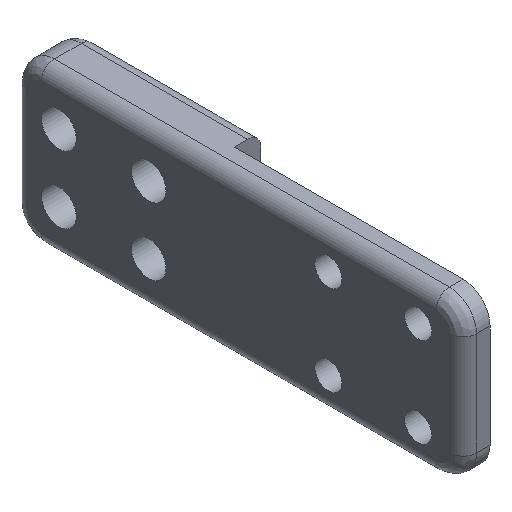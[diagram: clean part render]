
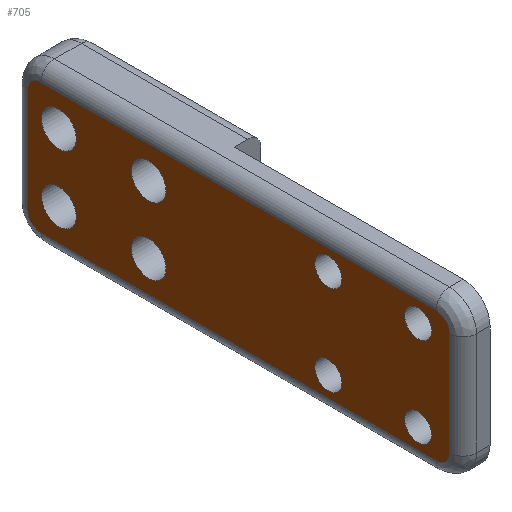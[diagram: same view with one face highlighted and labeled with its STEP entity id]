
A CAD part, isometric view. The second image highlights one B-rep face of the part: STEP entity #705.
In plain terms, the highlighted planar face has unit normal (-1, 0, 0).
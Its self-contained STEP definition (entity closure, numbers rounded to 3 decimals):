
#52=FACE_BOUND('',#228,.T.);
#53=FACE_BOUND('',#229,.T.);
#54=FACE_BOUND('',#230,.T.);
#55=FACE_BOUND('',#231,.T.);
#56=FACE_BOUND('',#232,.T.);
#57=FACE_BOUND('',#233,.T.);
#58=FACE_BOUND('',#234,.T.);
#59=FACE_BOUND('',#235,.T.);
#84=LINE('',#1207,#125);
#86=LINE('',#1227,#127);
#88=LINE('',#1246,#129);
#89=LINE('',#1260,#130);
#125=VECTOR('',#979,10.);
#127=VECTOR('',#991,10.);
#129=VECTOR('',#1003,10.);
#130=VECTOR('',#1010,10.);
#147=PLANE('',#814);
#178=FACE_OUTER_BOUND('',#227,.T.);
#227=EDGE_LOOP('',(#607,#608,#609,#610,#611,#612,#613,#614));
#228=EDGE_LOOP('',(#615));
#229=EDGE_LOOP('',(#616));
#230=EDGE_LOOP('',(#617));
#231=EDGE_LOOP('',(#618));
#232=EDGE_LOOP('',(#619));
#233=EDGE_LOOP('',(#620));
#234=EDGE_LOOP('',(#621));
#235=EDGE_LOOP('',(#622));
#280=CIRCLE('',#785,3.85);
#281=CIRCLE('',#787,3.85);
#282=CIRCLE('',#789,3.85);
#283=CIRCLE('',#791,3.85);
#285=CIRCLE('',#793,3.);
#291=CIRCLE('',#800,3.);
#295=CIRCLE('',#805,3.);
#298=CIRCLE('',#809,3.);
#300=CIRCLE('',#815,3.);
#301=CIRCLE('',#816,3.);
#302=CIRCLE('',#817,3.);
#303=CIRCLE('',#818,3.);
#346=VERTEX_POINT('',#1171);
#347=VERTEX_POINT('',#1175);
#348=VERTEX_POINT('',#1179);
#349=VERTEX_POINT('',#1183);
#350=VERTEX_POINT('',#1195);
#351=VERTEX_POINT('',#1197);
#353=VERTEX_POINT('',#1203);
#355=VERTEX_POINT('',#1217);
#357=VERTEX_POINT('',#1223);
#359=VERTEX_POINT('',#1237);
#361=VERTEX_POINT('',#1243);
#362=VERTEX_POINT('',#1256);
#364=VERTEX_POINT('',#1268);
#365=VERTEX_POINT('',#1270);
#366=VERTEX_POINT('',#1272);
#367=VERTEX_POINT('',#1274);
#422=EDGE_CURVE('',#346,#346,#280,.T.);
#424=EDGE_CURVE('',#347,#347,#281,.T.);
#426=EDGE_CURVE('',#348,#348,#282,.T.);
#428=EDGE_CURVE('',#349,#349,#283,.T.);
#430=EDGE_CURVE('',#350,#351,#285,.T.);
#435=EDGE_CURVE('',#351,#353,#84,.T.);
#438=EDGE_CURVE('',#353,#355,#291,.T.);
#441=EDGE_CURVE('',#355,#357,#86,.T.);
#444=EDGE_CURVE('',#357,#359,#295,.T.);
#447=EDGE_CURVE('',#359,#361,#88,.T.);
#449=EDGE_CURVE('',#361,#362,#298,.T.);
#450=EDGE_CURVE('',#362,#350,#89,.T.);
#454=EDGE_CURVE('',#364,#364,#300,.T.);
#455=EDGE_CURVE('',#365,#365,#301,.T.);
#456=EDGE_CURVE('',#366,#366,#302,.T.);
#457=EDGE_CURVE('',#367,#367,#303,.T.);
#607=ORIENTED_EDGE('',*,*,#430,.F.);
#608=ORIENTED_EDGE('',*,*,#450,.F.);
#609=ORIENTED_EDGE('',*,*,#449,.F.);
#610=ORIENTED_EDGE('',*,*,#447,.F.);
#611=ORIENTED_EDGE('',*,*,#444,.F.);
#612=ORIENTED_EDGE('',*,*,#441,.F.);
#613=ORIENTED_EDGE('',*,*,#438,.F.);
#614=ORIENTED_EDGE('',*,*,#435,.F.);
#615=ORIENTED_EDGE('',*,*,#422,.T.);
#616=ORIENTED_EDGE('',*,*,#424,.T.);
#617=ORIENTED_EDGE('',*,*,#426,.T.);
#618=ORIENTED_EDGE('',*,*,#428,.T.);
#619=ORIENTED_EDGE('',*,*,#454,.T.);
#620=ORIENTED_EDGE('',*,*,#455,.T.);
#621=ORIENTED_EDGE('',*,*,#456,.T.);
#622=ORIENTED_EDGE('',*,*,#457,.T.);
#705=ADVANCED_FACE('',(#178,#52,#53,#54,#55,#56,#57,#58,#59),#147,.T.);
#785=AXIS2_PLACEMENT_3D('',#1173,#949,#950);
#787=AXIS2_PLACEMENT_3D('',#1177,#954,#955);
#789=AXIS2_PLACEMENT_3D('',#1181,#959,#960);
#791=AXIS2_PLACEMENT_3D('',#1185,#964,#965);
#793=AXIS2_PLACEMENT_3D('',#1198,#968,#969);
#800=AXIS2_PLACEMENT_3D('',#1221,#984,#985);
#805=AXIS2_PLACEMENT_3D('',#1241,#996,#997);
#809=AXIS2_PLACEMENT_3D('',#1258,#1006,#1007);
#814=AXIS2_PLACEMENT_3D('',#1267,#1019,#1020);
#815=AXIS2_PLACEMENT_3D('',#1269,#1021,#1022);
#816=AXIS2_PLACEMENT_3D('',#1271,#1023,#1024);
#817=AXIS2_PLACEMENT_3D('',#1273,#1025,#1026);
#818=AXIS2_PLACEMENT_3D('',#1275,#1027,#1028);
#949=DIRECTION('center_axis',(1.,0.,0.));
#950=DIRECTION('ref_axis',(0.,0.,-1.));
#954=DIRECTION('center_axis',(1.,0.,0.));
#955=DIRECTION('ref_axis',(0.,0.,-1.));
#959=DIRECTION('center_axis',(1.,0.,0.));
#960=DIRECTION('ref_axis',(0.,0.,-1.));
#964=DIRECTION('center_axis',(1.,0.,0.));
#965=DIRECTION('ref_axis',(0.,0.,-1.));
#968=DIRECTION('center_axis',(1.,0.,0.));
#969=DIRECTION('ref_axis',(0.,0.707,-0.707));
#979=DIRECTION('',(0.,0.,1.));
#984=DIRECTION('center_axis',(1.,0.,0.));
#985=DIRECTION('ref_axis',(0.,0.707,0.707));
#991=DIRECTION('',(0.,-1.,0.));
#996=DIRECTION('center_axis',(1.,0.,0.));
#997=DIRECTION('ref_axis',(0.,-0.707,0.707));
#1003=DIRECTION('',(0.,0.,-1.));
#1006=DIRECTION('center_axis',(1.,0.,0.));
#1007=DIRECTION('ref_axis',(0.,-0.707,-0.707));
#1010=DIRECTION('',(0.,1.,0.));
#1019=DIRECTION('center_axis',(-1.,0.,0.));
#1020=DIRECTION('ref_axis',(0.,0.,1.));
#1021=DIRECTION('center_axis',(1.,0.,0.));
#1022=DIRECTION('ref_axis',(0.,0.,-1.));
#1023=DIRECTION('center_axis',(1.,0.,0.));
#1024=DIRECTION('ref_axis',(0.,0.,-1.));
#1025=DIRECTION('center_axis',(1.,0.,0.));
#1026=DIRECTION('ref_axis',(0.,0.,-1.));
#1027=DIRECTION('center_axis',(1.,0.,0.));
#1028=DIRECTION('ref_axis',(0.,0.,-1.));
#1171=CARTESIAN_POINT('',(-12.,70.,-21.15));
#1173=CARTESIAN_POINT('Origin',(-12.,70.,-25.));
#1175=CARTESIAN_POINT('',(-12.,70.,-6.15));
#1177=CARTESIAN_POINT('Origin',(-12.,70.,-10.));
#1179=CARTESIAN_POINT('',(-12.,90.,-21.15));
#1181=CARTESIAN_POINT('Origin',(-12.,90.,-25.));
#1183=CARTESIAN_POINT('',(-12.,90.,-6.15));
#1185=CARTESIAN_POINT('Origin',(-12.,90.,-10.));
#1195=CARTESIAN_POINT('',(-12.,94.,-32.));
#1197=CARTESIAN_POINT('',(-12.,97.,-29.));
#1198=CARTESIAN_POINT('Origin',(-12.,94.,-29.));
#1203=CARTESIAN_POINT('',(-12.,97.,-6.));
#1207=CARTESIAN_POINT('',(-12.,97.,-26.25));
#1217=CARTESIAN_POINT('',(-12.,94.,-3.));
#1221=CARTESIAN_POINT('Origin',(-12.,94.,-6.));
#1223=CARTESIAN_POINT('',(-12.,6.,-3.));
#1227=CARTESIAN_POINT('',(-12.,0.,-3.));
#1237=CARTESIAN_POINT('',(-12.,3.,-6.));
#1241=CARTESIAN_POINT('Origin',(-12.,6.,-6.));
#1243=CARTESIAN_POINT('',(-12.,3.,-29.));
#1246=CARTESIAN_POINT('',(-12.,3.,-26.25));
#1256=CARTESIAN_POINT('',(-12.,6.,-32.));
#1258=CARTESIAN_POINT('Origin',(-12.,6.,-29.));
#1260=CARTESIAN_POINT('',(-12.,0.,-32.));
#1267=CARTESIAN_POINT('Origin',(-12.,0.,-35.));
#1268=CARTESIAN_POINT('',(-12.,30.,-24.5));
#1269=CARTESIAN_POINT('Origin',(-12.,30.,-27.5));
#1270=CARTESIAN_POINT('',(-12.,10.,-24.5));
#1271=CARTESIAN_POINT('Origin',(-12.,10.,-27.5));
#1272=CARTESIAN_POINT('',(-12.,30.,-4.5));
#1273=CARTESIAN_POINT('Origin',(-12.,30.,-7.5));
#1274=CARTESIAN_POINT('',(-12.,10.,-4.5));
#1275=CARTESIAN_POINT('Origin',(-12.,10.,-7.5));
